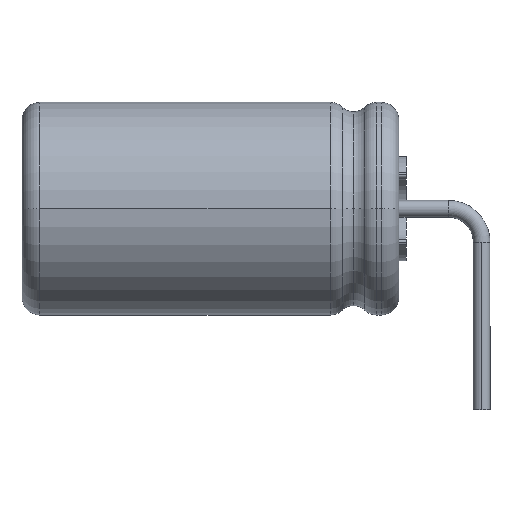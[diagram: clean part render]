
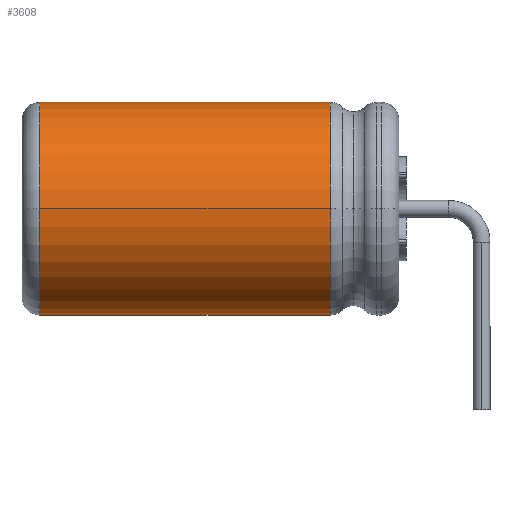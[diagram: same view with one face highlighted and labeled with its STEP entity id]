
A CAD part, left-side view. The second image highlights one B-rep face of the part: STEP entity #3608.
In plain terms, the highlighted cylindrical face has radius 3.175 mm (diameter 6.351 mm), a partial arc.
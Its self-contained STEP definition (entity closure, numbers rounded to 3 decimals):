
#43 = VERTEX_POINT ( 'NONE', #1843 ) ;
#318 = CARTESIAN_POINT ( 'NONE',  ( 0., 12.922, -3.175 ) ) ;
#357 = AXIS2_PLACEMENT_3D ( 'NONE', #3183, #1254, #3938 ) ;
#359 = CARTESIAN_POINT ( 'NONE',  ( 0., 11.2, 0. ) ) ;
#889 = LINE ( 'NONE', #3138, #4948 ) ;
#1148 = DIRECTION ( 'NONE',  ( 0., -1., 0. ) ) ;
#1180 = DIRECTION ( 'NONE',  ( 0., -1., 0. ) ) ;
#1254 = DIRECTION ( 'NONE',  ( 0., 1., 0. ) ) ;
#1453 = FACE_OUTER_BOUND ( 'NONE', #4075, .T. ) ;
#1756 = EDGE_CURVE ( 'NONE', #4079, #3843, #889, .T. ) ;
#1765 = EDGE_CURVE ( 'NONE', #4079, #43, #3902, .T. ) ;
#1843 = CARTESIAN_POINT ( 'NONE',  ( 0., 11.2, -3.175 ) ) ;
#2107 = CARTESIAN_POINT ( 'NONE',  ( 0., 2.52, 0. ) ) ;
#2117 = CYLINDRICAL_SURFACE ( 'NONE', #357, 3.175 ) ;
#2285 = VERTEX_POINT ( 'NONE', #2879 ) ;
#2373 = ORIENTED_EDGE ( 'NONE', *, *, #1765, .T. ) ;
#2505 = ORIENTED_EDGE ( 'NONE', *, *, #2854, .F. ) ;
#2557 = CIRCLE ( 'NONE', #4673, 3.175 ) ;
#2564 = VECTOR ( 'NONE', #4677, 1000. ) ;
#2699 = CARTESIAN_POINT ( 'NONE',  ( 0., 2.52, 3.175 ) ) ;
#2854 = EDGE_CURVE ( 'NONE', #2285, #43, #2865, .T. ) ;
#2865 = LINE ( 'NONE', #318, #2564 ) ;
#2879 = CARTESIAN_POINT ( 'NONE',  ( 0., 2.52, -3.175 ) ) ;
#3138 = CARTESIAN_POINT ( 'NONE',  ( 0., 12.922, 3.175 ) ) ;
#3183 = CARTESIAN_POINT ( 'NONE',  ( 0., 12.922, 0. ) ) ;
#3416 = AXIS2_PLACEMENT_3D ( 'NONE', #359, #1180, #3885 ) ;
#3608 = ADVANCED_FACE ( 'NONE', ( #1453 ), #2117, .T. ) ;
#3646 = EDGE_CURVE ( 'NONE', #3843, #2285, #2557, .T. ) ;
#3843 = VERTEX_POINT ( 'NONE', #2699 ) ;
#3885 = DIRECTION ( 'NONE',  ( 1., 0., 0. ) ) ;
#3887 = ORIENTED_EDGE ( 'NONE', *, *, #1756, .F. ) ;
#3902 = CIRCLE ( 'NONE', #3416, 3.175 ) ;
#3938 = DIRECTION ( 'NONE',  ( 1., 0., 0. ) ) ;
#4074 = DIRECTION ( 'NONE',  ( 1., 0., 0. ) ) ;
#4075 = EDGE_LOOP ( 'NONE', ( #2373, #2505, #5071, #3887 ) ) ;
#4079 = VERTEX_POINT ( 'NONE', #4553 ) ;
#4553 = CARTESIAN_POINT ( 'NONE',  ( 0., 11.2, 3.175 ) ) ;
#4673 = AXIS2_PLACEMENT_3D ( 'NONE', #2107, #4821, #4074 ) ;
#4677 = DIRECTION ( 'NONE',  ( 0., 1., 0. ) ) ;
#4821 = DIRECTION ( 'NONE',  ( 0., -1., 0. ) ) ;
#4948 = VECTOR ( 'NONE', #1148, 1000. ) ;
#5071 = ORIENTED_EDGE ( 'NONE', *, *, #3646, .F. ) ;
